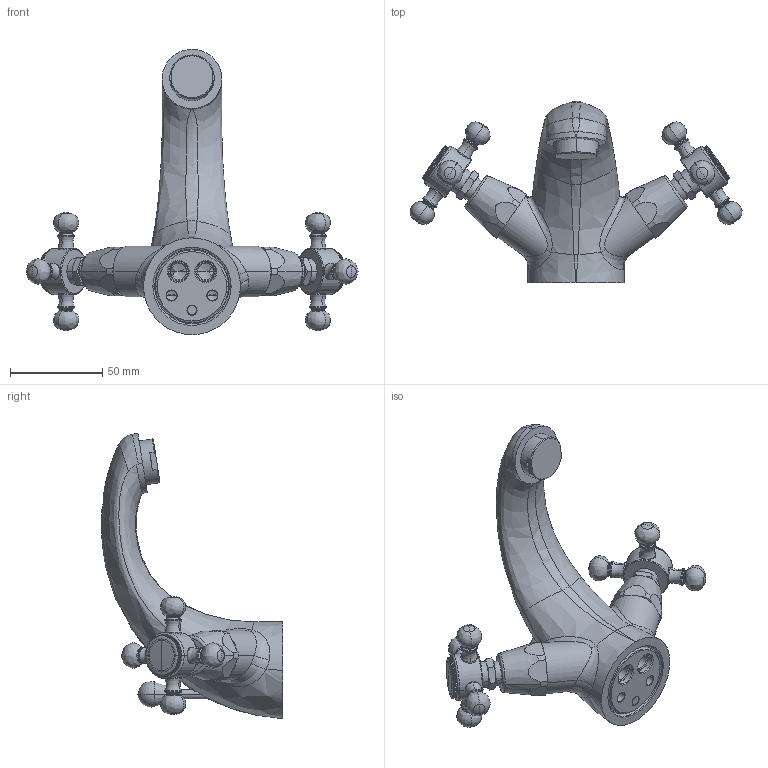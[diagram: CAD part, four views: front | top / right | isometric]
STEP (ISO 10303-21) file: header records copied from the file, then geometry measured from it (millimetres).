
FILE_DESCRIPTION((''),'2;1');
FILE_NAME('VLV075CR','2021-11-11T08:42:05',('ut3'),('PAFFONI SpA'),'CREO PARAMETRIC BY PTC INC, 2020044','CREO PARAMETRIC BY PTC INC, 2020044','');
FILE_SCHEMA(('CONFIG_CONTROL_DESIGN','SHAPE_APPEARANCE_LAYERS_GROUPS'));
Length unit declared in the file: millimetre
Products named in the file (1): VLV075CR
Bounding box: 180.12 x 98.34 x 154.8 mm (x, y, z)
Volume: 236466.3 mm3; surface area: 47689.4 mm2
Topology: 3 solids, 3 shells, 1031 faces, 2765 edges, 1742 vertices
Faces by surface type: plane 490, cylinder 320, torus 92, cone 60, bspline 47, sphere 22
Entity records: 45717 total; most frequent: CARTESIAN_POINT 12410, ORIENTED_EDGE 5458, DIRECTION 5053, EDGE_CURVE 2729, AXIS2_PLACEMENT_3D 1920, VERTEX_POINT 1742, FILL_AREA_STYLE_COLOUR 1231, FILL_AREA_STYLE 1231
